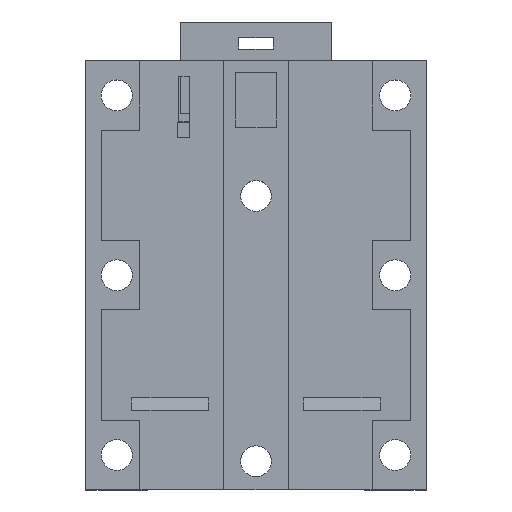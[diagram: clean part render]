
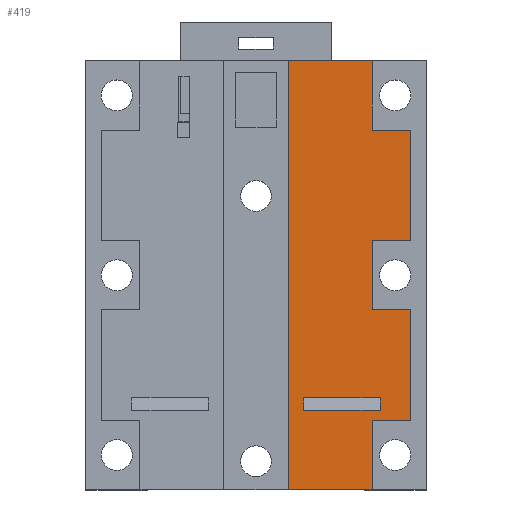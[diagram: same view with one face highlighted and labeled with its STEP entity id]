
A CAD part, top view. The second image highlights one B-rep face of the part: STEP entity #419.
In plain terms, the highlighted planar face has unit normal (0, 0, 1).
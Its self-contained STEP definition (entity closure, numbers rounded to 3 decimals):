
#419 = ADVANCED_FACE( '', ( #963, #964 ), #965, .T. );
#963 = FACE_BOUND( '', #1625, .T. );
#964 = FACE_OUTER_BOUND( '', #1626, .T. );
#965 = PLANE( '', #1627 );
#1625 = EDGE_LOOP( '', ( #2798, #2799, #2800, #2801 ) );
#1626 = EDGE_LOOP( '', ( #2802, #2803, #2804, #2805, #2806, #2807, #2808, #2809, #2810, #2811, #2812, #2813 ) );
#1627 = AXIS2_PLACEMENT_3D( '', #2814, #2815, #2816 );
#2798 = ORIENTED_EDGE( '', *, *, #3680, .F. );
#2799 = ORIENTED_EDGE( '', *, *, #4079, .T. );
#2800 = ORIENTED_EDGE( '', *, *, #3675, .F. );
#2801 = ORIENTED_EDGE( '', *, *, #4080, .T. );
#2802 = ORIENTED_EDGE( '', *, *, #4081, .T. );
#2803 = ORIENTED_EDGE( '', *, *, #3784, .F. );
#2804 = ORIENTED_EDGE( '', *, *, #3669, .F. );
#2805 = ORIENTED_EDGE( '', *, *, #3665, .F. );
#2806 = ORIENTED_EDGE( '', *, *, #3937, .T. );
#2807 = ORIENTED_EDGE( '', *, *, #3905, .F. );
#2808 = ORIENTED_EDGE( '', *, *, #3991, .F. );
#2809 = ORIENTED_EDGE( '', *, *, #4082, .F. );
#2810 = ORIENTED_EDGE( '', *, *, #3695, .T. );
#2811 = ORIENTED_EDGE( '', *, *, #3739, .T. );
#2812 = ORIENTED_EDGE( '', *, *, #4083, .F. );
#2813 = ORIENTED_EDGE( '', *, *, #3646, .T. );
#2814 = CARTESIAN_POINT( '', ( 37., -17.501, -3.1 ) );
#2815 = DIRECTION( '', ( 0., 0., 1. ) );
#2816 = DIRECTION( '', ( 1., 0., 0. ) );
#3646 = EDGE_CURVE( '', #4338, #4336, #4339, .T. );
#3665 = EDGE_CURVE( '', #4368, #4371, #4372, .T. );
#3669 = EDGE_CURVE( '', #4371, #4377, #4378, .T. );
#3675 = EDGE_CURVE( '', #4386, #4387, #4388, .T. );
#3680 = EDGE_CURVE( '', #4395, #4396, #4397, .T. );
#3695 = EDGE_CURVE( '', #4422, #4423, #4424, .T. );
#3739 = EDGE_CURVE( '', #4423, #4497, #4499, .T. );
#3784 = EDGE_CURVE( '', #4377, #4578, #4579, .T. );
#3905 = EDGE_CURVE( '', #4770, #4773, #4774, .T. );
#3937 = EDGE_CURVE( '', #4368, #4773, #4820, .T. );
#3991 = EDGE_CURVE( '', #4899, #4770, #4902, .T. );
#4079 = EDGE_CURVE( '', #4395, #4387, #5020, .T. );
#4080 = EDGE_CURVE( '', #4386, #4396, #5021, .T. );
#4081 = EDGE_CURVE( '', #4336, #4578, #5022, .T. );
#4082 = EDGE_CURVE( '', #4422, #4899, #5023, .T. );
#4083 = EDGE_CURVE( '', #4338, #4497, #5024, .T. );
#4336 = VERTEX_POINT( '', #5320 );
#4338 = VERTEX_POINT( '', #5323 );
#4339 = LINE( '', #5324, #5325 );
#4368 = VERTEX_POINT( '', #5366 );
#4371 = VERTEX_POINT( '', #5370 );
#4372 = LINE( '', #5371, #5372 );
#4377 = VERTEX_POINT( '', #5379 );
#4378 = LINE( '', #5380, #5381 );
#4386 = VERTEX_POINT( '', #5391 );
#4387 = VERTEX_POINT( '', #5392 );
#4388 = LINE( '', #5393, #5394 );
#4395 = VERTEX_POINT( '', #5404 );
#4396 = VERTEX_POINT( '', #5405 );
#4397 = LINE( '', #5406, #5407 );
#4422 = VERTEX_POINT( '', #5443 );
#4423 = VERTEX_POINT( '', #5444 );
#4424 = LINE( '', #5445, #5446 );
#4497 = VERTEX_POINT( '', #5549 );
#4499 = LINE( '', #5552, #5553 );
#4578 = VERTEX_POINT( '', #5664 );
#4579 = LINE( '', #5665, #5666 );
#4770 = VERTEX_POINT( '', #5934 );
#4773 = VERTEX_POINT( '', #5938 );
#4774 = LINE( '', #5939, #5940 );
#4820 = LINE( '', #6004, #6005 );
#4899 = VERTEX_POINT( '', #6111 );
#4902 = LINE( '', #6115, #6116 );
#5020 = LINE( '', #6289, #6290 );
#5021 = LINE( '', #6291, #6292 );
#5022 = LINE( '', #6293, #6294 );
#5023 = LINE( '', #6295, #6296 );
#5024 = LINE( '', #6297, #6298 );
#5320 = CARTESIAN_POINT( '', ( 37., 0., -3.1 ) );
#5323 = CARTESIAN_POINT( '', ( 26.15, 0., -3.1 ) );
#5324 = CARTESIAN_POINT( '', ( 0., 0., -3.1 ) );
#5325 = VECTOR( '', #6638, 1000. );
#5366 = CARTESIAN_POINT( '', ( 37., 23.3, -3.1 ) );
#5370 = CARTESIAN_POINT( '', ( 42., 23.3, -3.1 ) );
#5371 = CARTESIAN_POINT( '', ( 42., 23.3, -3.1 ) );
#5372 = VECTOR( '', #6655, 1000. );
#5379 = CARTESIAN_POINT( '', ( 42., 9., -3.1 ) );
#5380 = CARTESIAN_POINT( '', ( 42., 9., -3.1 ) );
#5381 = VECTOR( '', #6658, 1000. );
#5391 = CARTESIAN_POINT( '', ( 28.15, 11.9, -3.1 ) );
#5392 = CARTESIAN_POINT( '', ( 28.15, 10.3, -3.1 ) );
#5393 = CARTESIAN_POINT( '', ( 28.15, -17.401, -3.1 ) );
#5394 = VECTOR( '', #6664, 1000. );
#5404 = CARTESIAN_POINT( '', ( 38.05, 10.3, -3.1 ) );
#5405 = CARTESIAN_POINT( '', ( 38.05, 11.9, -3.1 ) );
#5406 = CARTESIAN_POINT( '', ( 38.05, 11.9, -3.1 ) );
#5407 = VECTOR( '', #6668, 1000. );
#5443 = CARTESIAN_POINT( '', ( 37., 46.5, -3.1 ) );
#5444 = CARTESIAN_POINT( '', ( 37., 55.5, -3.1 ) );
#5445 = CARTESIAN_POINT( '', ( 37., -17.501, -3.1 ) );
#5446 = VECTOR( '', #6680, 1000. );
#5549 = CARTESIAN_POINT( '', ( 26.15, 55.5, -3.1 ) );
#5552 = CARTESIAN_POINT( '', ( 73., 55.5, -3.1 ) );
#5553 = VECTOR( '', #6721, 1000. );
#5664 = CARTESIAN_POINT( '', ( 37., 9., -3.1 ) );
#5665 = CARTESIAN_POINT( '', ( 37., 9., -3.1 ) );
#5666 = VECTOR( '', #6775, 1000. );
#5934 = CARTESIAN_POINT( '', ( 42., 32.3, -3.1 ) );
#5938 = CARTESIAN_POINT( '', ( 37., 32.3, -3.1 ) );
#5939 = CARTESIAN_POINT( '', ( 37., 32.3, -3.1 ) );
#5940 = VECTOR( '', #6893, 1000. );
#6004 = CARTESIAN_POINT( '', ( 37., -17.501, -3.1 ) );
#6005 = VECTOR( '', #6924, 1000. );
#6111 = CARTESIAN_POINT( '', ( 42., 46.5, -3.1 ) );
#6115 = CARTESIAN_POINT( '', ( 42., 32.3, -3.1 ) );
#6116 = VECTOR( '', #6977, 1000. );
#6289 = CARTESIAN_POINT( '', ( 37., 10.3, -3.1 ) );
#6290 = VECTOR( '', #7057, 1000. );
#6291 = CARTESIAN_POINT( '', ( 37., 11.9, -3.1 ) );
#6292 = VECTOR( '', #7058, 1000. );
#6293 = CARTESIAN_POINT( '', ( 37., -17.501, -3.1 ) );
#6294 = VECTOR( '', #7059, 1000. );
#6295 = CARTESIAN_POINT( '', ( 42., 46.5, -3.1 ) );
#6296 = VECTOR( '', #7060, 1000. );
#6297 = CARTESIAN_POINT( '', ( 26.15, -17.501, -3.1 ) );
#6298 = VECTOR( '', #7061, 1000. );
#6638 = DIRECTION( '', ( 1., 0., 0. ) );
#6655 = DIRECTION( '', ( 1., 0., 0. ) );
#6658 = DIRECTION( '', ( 0., -1., 0. ) );
#6664 = DIRECTION( '', ( 0., -1., 0. ) );
#6668 = DIRECTION( '', ( 0., 1., 0. ) );
#6680 = DIRECTION( '', ( 0., 1., 0. ) );
#6721 = DIRECTION( '', ( -1., 0., 0. ) );
#6775 = DIRECTION( '', ( -1., 0., 0. ) );
#6893 = DIRECTION( '', ( -1., 0., 0. ) );
#6924 = DIRECTION( '', ( 0., 1., 0. ) );
#6977 = DIRECTION( '', ( 0., -1., 0. ) );
#7057 = DIRECTION( '', ( -1., 0., 0. ) );
#7058 = DIRECTION( '', ( 1., 0., 0. ) );
#7059 = DIRECTION( '', ( 0., 1., 0. ) );
#7060 = DIRECTION( '', ( 1., 0., 0. ) );
#7061 = DIRECTION( '', ( 0., 1., 0. ) );
